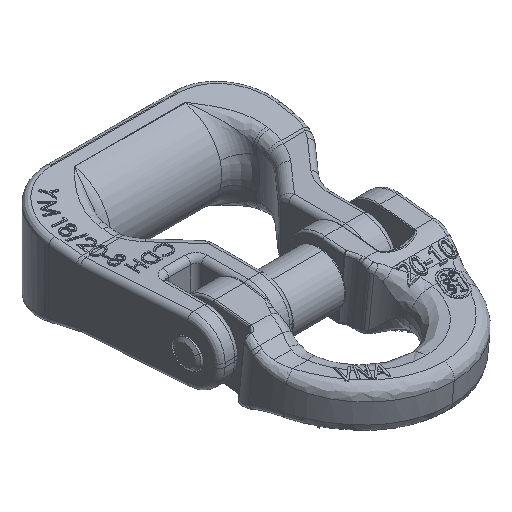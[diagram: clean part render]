
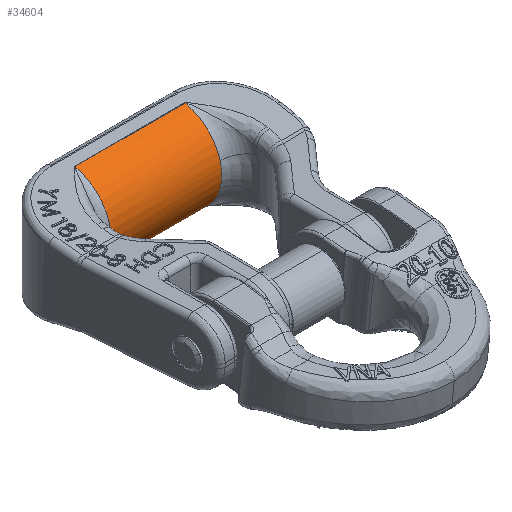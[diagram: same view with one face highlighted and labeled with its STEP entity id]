
A CAD part, isometric view. The second image highlights one B-rep face of the part: STEP entity #34604.
In plain terms, the highlighted cylindrical face has radius 24.861 mm (diameter 49.721 mm), a partial arc.
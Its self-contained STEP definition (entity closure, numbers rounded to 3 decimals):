
#30424=CARTESIAN_POINT('Vertex',(-28.528,129.329,25.346)) ;
#30462=CARTESIAN_POINT('Vertex',(31.472,129.329,25.346)) ;
#30465=CARTESIAN_POINT('Line Origine',(-69.992,129.329,25.346)) ;
#34527=CARTESIAN_POINT('Vertex',(-28.528,109.5,1.)) ;
#34530=CARTESIAN_POINT('Axis2P3D Location',(-28.528,134.361,1.)) ;
#34542=CARTESIAN_POINT('Axis2P3D Location',(-69.992,134.361,1.)) ;
#34547=CARTESIAN_POINT('Axis2P3D Location',(31.472,134.361,1.)) ;
#34551=CARTESIAN_POINT('Vertex',(31.472,110.382,7.564)) ;
#34554=CARTESIAN_POINT('Axis2P3D Location',(-28.528,134.361,1.)) ;
#34558=CARTESIAN_POINT('Vertex',(-28.528,129.329,-23.346)) ;
#34561=CARTESIAN_POINT('Line Origine',(-69.992,129.329,-23.346)) ;
#34565=CARTESIAN_POINT('Vertex',(31.472,129.329,-23.346)) ;
#34568=CARTESIAN_POINT('Axis2P3D Location',(31.472,134.361,1.)) ;
#34572=CARTESIAN_POINT('Vertex',(31.472,110.382,-5.564)) ;
#34576=CARTESIAN_POINT('Control Point',(31.472,110.382,-5.564)) ;
#34577=CARTESIAN_POINT('Control Point',(31.472,110.254,-5.096)) ;
#34578=CARTESIAN_POINT('Control Point',(31.469,110.137,-4.626)) ;
#34579=CARTESIAN_POINT('Control Point',(31.465,110.032,-4.152)) ;
#34580=CARTESIAN_POINT('Control Point',(31.455,109.849,-3.22)) ;
#34581=CARTESIAN_POINT('Control Point',(31.443,109.71,-2.279)) ;
#34582=CARTESIAN_POINT('Control Point',(31.437,109.651,-1.802)) ;
#34583=CARTESIAN_POINT('Control Point',(31.428,109.556,-0.837)) ;
#34584=CARTESIAN_POINT('Control Point',(31.422,109.508,0.133)) ;
#34585=CARTESIAN_POINT('Control Point',(31.42,109.496,0.626)) ;
#34586=CARTESIAN_POINT('Control Point',(31.42,109.495,1.703)) ;
#34587=CARTESIAN_POINT('Control Point',(31.427,109.552,2.767)) ;
#34588=CARTESIAN_POINT('Control Point',(31.433,109.602,3.376)) ;
#34589=CARTESIAN_POINT('Control Point',(31.447,109.741,4.586)) ;
#34590=CARTESIAN_POINT('Control Point',(31.462,109.953,5.785)) ;
#34591=CARTESIAN_POINT('Control Point',(31.468,110.078,6.382)) ;
#34592=CARTESIAN_POINT('Control Point',(31.472,110.221,6.975)) ;
#34593=CARTESIAN_POINT('Control Point',(31.472,110.382,7.564)) ;
#30466=DIRECTION('Vector Direction',(1.,0.,0.)) ;
#34531=DIRECTION('Axis2P3D Direction',(-1.,0.,0.)) ;
#34543=DIRECTION('Axis2P3D Direction',(1.,0.,0.)) ;
#34544=DIRECTION('Axis2P3D XDirection',(0.,0.,1.)) ;
#34548=DIRECTION('Axis2P3D Direction',(1.,0.,0.)) ;
#34555=DIRECTION('Axis2P3D Direction',(1.,0.,0.)) ;
#34562=DIRECTION('Vector Direction',(1.,0.,0.)) ;
#34569=DIRECTION('Axis2P3D Direction',(1.,0.,0.)) ;
#34532=AXIS2_PLACEMENT_3D('Circle Axis2P3D',#34530,#34531,$) ;
#34545=AXIS2_PLACEMENT_3D('Cylinder Axis2P3D',#34542,#34543,#34544) ;
#34549=AXIS2_PLACEMENT_3D('Circle Axis2P3D',#34547,#34548,$) ;
#34556=AXIS2_PLACEMENT_3D('Circle Axis2P3D',#34554,#34555,$) ;
#34570=AXIS2_PLACEMENT_3D('Circle Axis2P3D',#34568,#34569,$) ;
#34596=ORIENTED_EDGE('',*,*,#34553,.T.) ;
#34597=ORIENTED_EDGE('',*,*,#30469,.T.) ;
#34598=ORIENTED_EDGE('',*,*,#34534,.T.) ;
#34599=ORIENTED_EDGE('',*,*,#34560,.T.) ;
#34600=ORIENTED_EDGE('',*,*,#34567,.T.) ;
#34601=ORIENTED_EDGE('',*,*,#34574,.T.) ;
#34602=ORIENTED_EDGE('',*,*,#34594,.T.) ;
#30467=VECTOR('Line Direction',#30466,1.) ;
#34563=VECTOR('Line Direction',#34562,1.) ;
#34604=ADVANCED_FACE('8-028-20-1-1-solid1',(#34603),#34546,.T.) ;
#34575=B_SPLINE_CURVE_WITH_KNOTS('',5,(#34576,#34577,#34578,#34579,#34580,#34581,#34582,#34583,#34584,#34585,#34586,#34587,#34588,#34589,#34590,#34591,#34592,#34593),.UNSPECIFIED.,.F.,.U.,(6,3,3,3,3,6),(0.,3.454,6.778,10.08,14.428,18.777),.UNSPECIFIED.) ;
#34533=CIRCLE('generated circle',#34532,24.861) ;
#34550=CIRCLE('generated circle',#34549,24.861) ;
#34557=CIRCLE('generated circle',#34556,24.861) ;
#34571=CIRCLE('generated circle',#34570,24.861) ;
#34546=CYLINDRICAL_SURFACE('generated cylinder',#34545,24.861) ;
#30469=EDGE_CURVE('',#30463,#30425,#30468,.F.) ;
#34534=EDGE_CURVE('',#30425,#34528,#34533,.F.) ;
#34553=EDGE_CURVE('',#34552,#30463,#34550,.F.) ;
#34560=EDGE_CURVE('',#34528,#34559,#34557,.T.) ;
#34567=EDGE_CURVE('',#34559,#34566,#34564,.T.) ;
#34574=EDGE_CURVE('',#34566,#34573,#34571,.F.) ;
#34594=EDGE_CURVE('',#34573,#34552,#34575,.T.) ;
#34595=EDGE_LOOP('',(#34596,#34597,#34598,#34599,#34600,#34601,#34602)) ;
#34603=FACE_OUTER_BOUND('',#34595,.T.) ;
#30468=LINE('Line',#30465,#30467) ;
#34564=LINE('Line',#34561,#34563) ;
#30425=VERTEX_POINT('',#30424) ;
#30463=VERTEX_POINT('',#30462) ;
#34528=VERTEX_POINT('',#34527) ;
#34552=VERTEX_POINT('',#34551) ;
#34559=VERTEX_POINT('',#34558) ;
#34566=VERTEX_POINT('',#34565) ;
#34573=VERTEX_POINT('',#34572) ;
